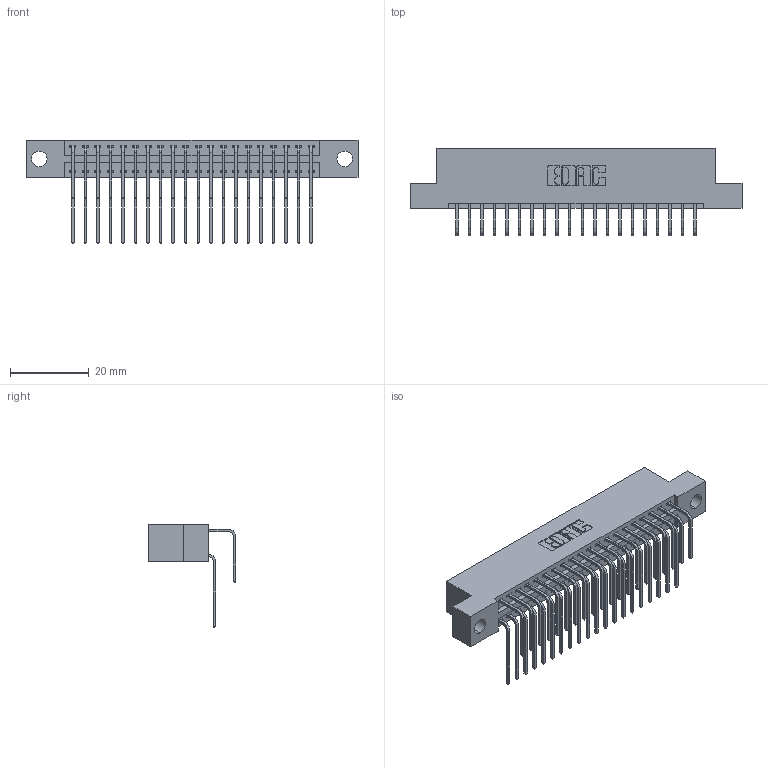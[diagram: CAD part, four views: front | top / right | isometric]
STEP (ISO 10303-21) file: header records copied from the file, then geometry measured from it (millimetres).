
FILE_DESCRIPTION (( 'STEP AP203' ), '1' );
FILE_NAME ('346-040-558-204.STEP', '2022-05-20T02:46:58', ( '' ), ( '' ), 'SwSTEP 2.0', 'SolidWorks 2020', '' );
FILE_SCHEMA (( 'CONFIG_CONTROL_DESIGN' ));
Length unit declared in the file: inch
Products named in the file (4): 346-040-558-204; 345-292-001_558 559 Tail - 1; 346 Part_Flush Mounting Lugs - 0.156 Dia-TH; 345-292-001_558 Tail - 2
Assembly tree (41 placements, depth 2):
  346-040-558-204
    346 Part_Flush Mounting Lugs - 0.156 Dia-TH
    345-292-001_558 559 Tail - 1  x20
    345-292-001_558 Tail - 2  x20
Bounding box: 84.07 x 22.16 x 26.16 mm (x, y, z)
Volume: 8152.2 mm3; surface area: 11814.8 mm2
Topology: 41 solids, 41 shells, 2296 faces, 6805 edges, 4482 vertices
Faces by surface type: plane 1570, cylinder 726
Entity records: 18217 total; most frequent: CARTESIAN_POINT 3089, ORIENTED_EDGE 2970, DIRECTION 2745, EDGE_CURVE 1485, VECTOR 1233, LINE 1233, VERTEX_POINT 986, AXIS2_PLACEMENT_3D 756
